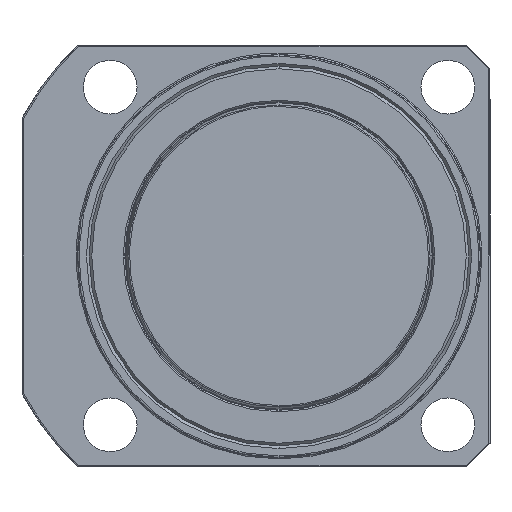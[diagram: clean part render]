
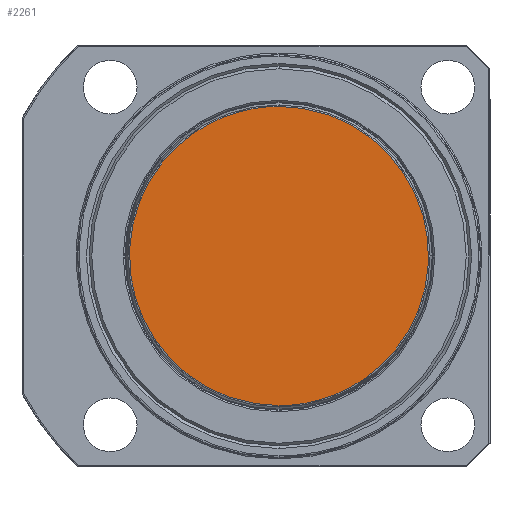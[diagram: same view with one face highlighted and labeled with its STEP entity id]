
A CAD part, front view. The second image highlights one B-rep face of the part: STEP entity #2261.
In plain terms, the highlighted planar face has unit normal (0, -1, 0).
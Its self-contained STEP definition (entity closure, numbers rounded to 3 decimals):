
#57 = CARTESIAN_POINT ( 'NONE',  ( 0., 0., -38.992 ) ) ;
#146 = CARTESIAN_POINT ( 'NONE',  ( 0., 0., -38.992 ) ) ;
#258 = CARTESIAN_POINT ( 'NONE',  ( 0., 0., -38.992 ) ) ;
#259 = CARTESIAN_POINT ( 'NONE',  ( 77.984, 0., -38.992 ) ) ;
#269 = CARTESIAN_POINT ( 'NONE',  ( 0., 0., 38.992 ) ) ;
#283 = CARTESIAN_POINT ( 'NONE',  ( 77.984, 0., 38.992 ) ) ;
#311 = DIRECTION ( 'NONE',  ( 0., 1., 0. ) ) ;
#330 = CARTESIAN_POINT ( 'NONE',  ( -77.984, 0., -38.992 ) ) ;
#360 = CARTESIAN_POINT ( 'NONE',  ( 0., 0., 38.992 ) ) ;
#361 = CARTESIAN_POINT ( 'NONE',  ( -77.984, 0., 38.992 ) ) ;
#362 = PLANE ( 'NONE',  #640 ) ;
#384 = CARTESIAN_POINT ( 'NONE',  ( 39.272, 0., 0. ) ) ;
#565 = DIRECTION ( 'NONE',  ( 0., 0., 1. ) ) ;
#640 = AXIS2_PLACEMENT_3D ( 'NONE', #384, #311, #565 ) ;
#957 = VERTEX_POINT ( 'NONE', #3402 ) ;
#1018 = VERTEX_POINT ( 'NONE', #57 ) ;
#1167 =( BOUNDED_CURVE ( )  B_SPLINE_CURVE ( 3, ( #146, #330, #361, #360 ),
 .UNSPECIFIED., .F., .T. ) 
 B_SPLINE_CURVE_WITH_KNOTS ( ( 4, 4 ),
 ( 0., 1. ),
 .UNSPECIFIED. ) 
 CURVE ( )  GEOMETRIC_REPRESENTATION_ITEM ( )  RATIONAL_B_SPLINE_CURVE ( ( 1., 0.333, 0.333, 1. ) ) 
 REPRESENTATION_ITEM ( '' )  );
#1169 =( BOUNDED_CURVE ( )  B_SPLINE_CURVE ( 3, ( #269, #283, #259, #258 ),
 .UNSPECIFIED., .F., .F. ) 
 B_SPLINE_CURVE_WITH_KNOTS ( ( 4, 4 ),
 ( 0., 1. ),
 .UNSPECIFIED. ) 
 CURVE ( )  GEOMETRIC_REPRESENTATION_ITEM ( )  RATIONAL_B_SPLINE_CURVE ( ( 1., 0.333, 0.333, 1. ) ) 
 REPRESENTATION_ITEM ( '' )  );
#1201 = EDGE_CURVE ( 'NONE', #1018, #957, #1167, .T. ) ;
#1212 = EDGE_CURVE ( 'NONE', #957, #1018, #1169, .T. ) ;
#1310 = ORIENTED_EDGE ( 'NONE', *, *, #1201, .F. ) ;
#1311 = ORIENTED_EDGE ( 'NONE', *, *, #1212, .F. ) ;
#2261 = ADVANCED_FACE ( 'N', ( #2902 ), #362, .F. ) ;
#2902 = FACE_OUTER_BOUND ( 'NONE', #3262, .T. ) ;
#3262 = EDGE_LOOP ( 'NONE', ( #1311, #1310 ) ) ;
#3402 = CARTESIAN_POINT ( 'NONE',  ( 0., 0., 38.992 ) ) ;
